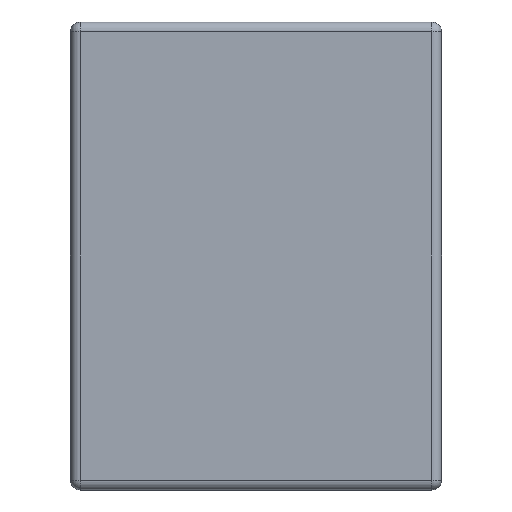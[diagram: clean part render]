
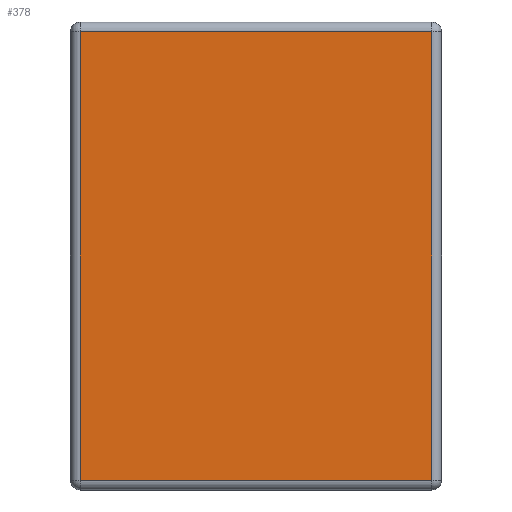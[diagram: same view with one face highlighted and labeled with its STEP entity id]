
A CAD part, left-side view. The second image highlights one B-rep face of the part: STEP entity #378.
In plain terms, the highlighted planar face has unit normal (-1, 0, 0).
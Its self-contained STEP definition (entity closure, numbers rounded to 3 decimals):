
#11 = EDGE_CURVE ( 'NONE', #467, #3920, #3098, .T. ) ;
#193 = PLANE ( 'NONE',  #2430 ) ;
#378 = ADVANCED_FACE ( 'NONE', ( #3497 ), #193, .T. ) ;
#467 = VERTEX_POINT ( 'NONE', #830 ) ;
#713 = VERTEX_POINT ( 'NONE', #3696 ) ;
#830 = CARTESIAN_POINT ( 'NONE',  ( 0., 2.24, -2.84 ) ) ;
#885 = EDGE_LOOP ( 'NONE', ( #2894, #3127, #1937, #1442 ) ) ;
#1073 = DIRECTION ( 'NONE',  ( 0., 1., 0. ) ) ;
#1425 = LINE ( 'NONE', #4380, #2428 ) ;
#1441 = VERTEX_POINT ( 'NONE', #1543 ) ;
#1442 = ORIENTED_EDGE ( 'NONE', *, *, #3626, .T. ) ;
#1543 = CARTESIAN_POINT ( 'NONE',  ( 0., 2.24, -0.06 ) ) ;
#1769 = DIRECTION ( 'NONE',  ( 0., 0., 1. ) ) ;
#1937 = ORIENTED_EDGE ( 'NONE', *, *, #4614, .T. ) ;
#1951 = CARTESIAN_POINT ( 'NONE',  ( 0., 0.06, 0. ) ) ;
#2025 = VECTOR ( 'NONE', #3527, 1000. ) ;
#2428 = VECTOR ( 'NONE', #1073, 1000. ) ;
#2430 = AXIS2_PLACEMENT_3D ( 'NONE', #4404, #2555, #1769 ) ;
#2555 = DIRECTION ( 'NONE',  ( -1., 0., 0. ) ) ;
#2572 = VECTOR ( 'NONE', #4229, 1000. ) ;
#2669 = LINE ( 'NONE', #4124, #2025 ) ;
#2740 = CARTESIAN_POINT ( 'NONE',  ( 0., 0., -2.84 ) ) ;
#2894 = ORIENTED_EDGE ( 'NONE', *, *, #11, .T. ) ;
#3098 = LINE ( 'NONE', #2740, #3811 ) ;
#3127 = ORIENTED_EDGE ( 'NONE', *, *, #3289, .T. ) ;
#3289 = EDGE_CURVE ( 'NONE', #3920, #713, #4175, .T. ) ;
#3497 = FACE_OUTER_BOUND ( 'NONE', #885, .T. ) ;
#3527 = DIRECTION ( 'NONE',  ( 0., 0., -1. ) ) ;
#3626 = EDGE_CURVE ( 'NONE', #1441, #467, #2669, .T. ) ;
#3679 = DIRECTION ( 'NONE',  ( 0., -1., 0. ) ) ;
#3696 = CARTESIAN_POINT ( 'NONE',  ( 0., 0.06, -0.06 ) ) ;
#3811 = VECTOR ( 'NONE', #3679, 1000. ) ;
#3920 = VERTEX_POINT ( 'NONE', #4161 ) ;
#4124 = CARTESIAN_POINT ( 'NONE',  ( 0., 2.24, -2.9 ) ) ;
#4161 = CARTESIAN_POINT ( 'NONE',  ( 0., 0.06, -2.84 ) ) ;
#4175 = LINE ( 'NONE', #1951, #2572 ) ;
#4229 = DIRECTION ( 'NONE',  ( 0., 0., 1. ) ) ;
#4380 = CARTESIAN_POINT ( 'NONE',  ( 0., 2.3, -0.06 ) ) ;
#4404 = CARTESIAN_POINT ( 'NONE',  ( 0., 0., 0. ) ) ;
#4614 = EDGE_CURVE ( 'NONE', #713, #1441, #1425, .T. ) ;
